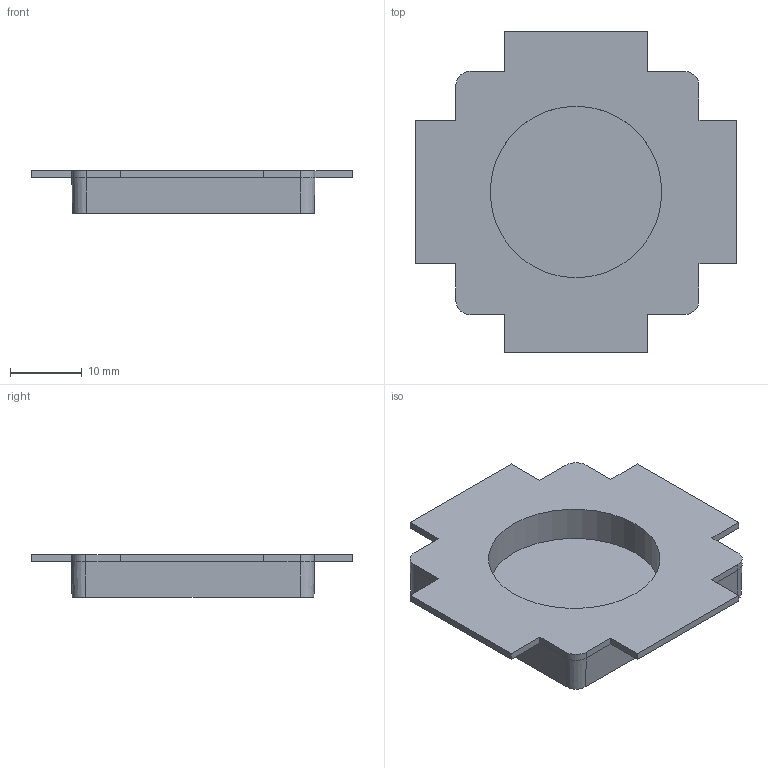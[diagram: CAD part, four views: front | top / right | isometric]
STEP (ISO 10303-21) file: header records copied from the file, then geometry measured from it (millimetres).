
FILE_DESCRIPTION(/* description */ (''),/* implementation_level */ '2;1');
FILE_NAME(/* name */ '30_Cube_counterplate_LEDmount.ipt.step',/* time_stamp */ '2022-11-29T08:15:18+01:00',/* author */ ('diederichbenedict'),/* organization */ (''),/* preprocessor_version */ 'ST-DEVELOPER v18.1',/* originating_system */ 'Autodesk Inventor 2022',/* authorisation */ '');
FILE_SCHEMA (('AUTOMOTIVE_DESIGN { 1 0 10303 214 3 1 1 }'));
Length unit declared in the file: millimetre
Products named in the file (1): 30_Cube_counterplate_LEDmount
Bounding box: 45 x 45 x 6 mm (x, y, z)
Volume: 5064.6 mm3; surface area: 4388.7 mm2
Topology: 1 solids, 1 shells, 40 faces, 95 edges, 58 vertices
Faces by surface type: plane 31, cylinder 5, cone 4
Full cylindrical faces by diameter (mm): 24 x1
Entity records: 1166 total; most frequent: CARTESIAN_POINT 194, DIRECTION 191, ORIENTED_EDGE 190, EDGE_CURVE 95, LINE 81, VECTOR 81, VERTEX_POINT 58, AXIS2_PLACEMENT_3D 55
